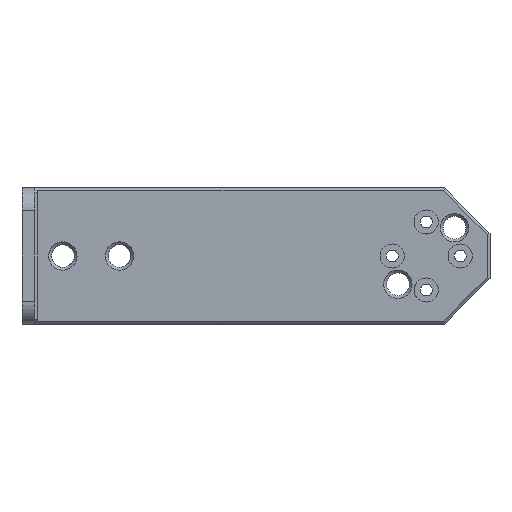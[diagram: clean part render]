
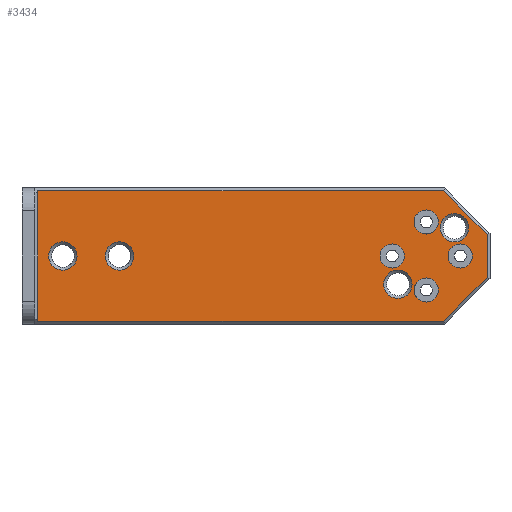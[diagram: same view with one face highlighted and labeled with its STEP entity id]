
A CAD part, left-side view. The second image highlights one B-rep face of the part: STEP entity #3434.
In plain terms, the highlighted planar face has unit normal (-1, 0, 0).
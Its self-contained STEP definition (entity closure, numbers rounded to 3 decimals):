
#132=FACE_BOUND('',#598,.T.);
#133=FACE_BOUND('',#599,.T.);
#134=FACE_BOUND('',#600,.T.);
#135=FACE_BOUND('',#601,.T.);
#136=FACE_BOUND('',#602,.T.);
#137=FACE_BOUND('',#603,.T.);
#138=FACE_BOUND('',#604,.T.);
#139=FACE_BOUND('',#605,.T.);
#214=CIRCLE('',#3666,2.5);
#215=CIRCLE('',#3667,2.5);
#216=CIRCLE('',#3668,2.125);
#217=CIRCLE('',#3669,2.125);
#218=CIRCLE('',#3670,2.125);
#219=CIRCLE('',#3671,2.125);
#220=CIRCLE('',#3672,2.5);
#221=CIRCLE('',#3673,2.5);
#390=FACE_OUTER_BOUND('',#597,.T.);
#597=EDGE_LOOP('',(#2403,#2404,#2405,#2406,#2407,#2408));
#598=EDGE_LOOP('',(#2409));
#599=EDGE_LOOP('',(#2410));
#600=EDGE_LOOP('',(#2411));
#601=EDGE_LOOP('',(#2412));
#602=EDGE_LOOP('',(#2413));
#603=EDGE_LOOP('',(#2414));
#604=EDGE_LOOP('',(#2415));
#605=EDGE_LOOP('',(#2416));
#897=LINE('',#5302,#1198);
#900=LINE('',#5308,#1201);
#901=LINE('',#5310,#1202);
#902=LINE('',#5312,#1203);
#903=LINE('',#5314,#1204);
#904=LINE('',#5315,#1205);
#1198=VECTOR('',#4119,10.);
#1201=VECTOR('',#4124,10.);
#1202=VECTOR('',#4125,10.);
#1203=VECTOR('',#4126,10.);
#1204=VECTOR('',#4127,10.);
#1205=VECTOR('',#4128,10.);
#1544=VERTEX_POINT('',#5299);
#1545=VERTEX_POINT('',#5301);
#1547=VERTEX_POINT('',#5307);
#1548=VERTEX_POINT('',#5309);
#1549=VERTEX_POINT('',#5311);
#1550=VERTEX_POINT('',#5313);
#1551=VERTEX_POINT('',#5316);
#1552=VERTEX_POINT('',#5318);
#1553=VERTEX_POINT('',#5320);
#1554=VERTEX_POINT('',#5322);
#1555=VERTEX_POINT('',#5324);
#1556=VERTEX_POINT('',#5326);
#1557=VERTEX_POINT('',#5328);
#1558=VERTEX_POINT('',#5330);
#1875=EDGE_CURVE('',#1544,#1545,#897,.T.);
#1878=EDGE_CURVE('',#1547,#1544,#900,.T.);
#1879=EDGE_CURVE('',#1548,#1547,#901,.T.);
#1880=EDGE_CURVE('',#1549,#1548,#902,.T.);
#1881=EDGE_CURVE('',#1550,#1549,#903,.T.);
#1882=EDGE_CURVE('',#1545,#1550,#904,.T.);
#1883=EDGE_CURVE('',#1551,#1551,#214,.T.);
#1884=EDGE_CURVE('',#1552,#1552,#215,.T.);
#1885=EDGE_CURVE('',#1553,#1553,#216,.T.);
#1886=EDGE_CURVE('',#1554,#1554,#217,.F.);
#1887=EDGE_CURVE('',#1555,#1555,#218,.T.);
#1888=EDGE_CURVE('',#1556,#1556,#219,.T.);
#1889=EDGE_CURVE('',#1557,#1557,#220,.T.);
#1890=EDGE_CURVE('',#1558,#1558,#221,.T.);
#2403=ORIENTED_EDGE('',*,*,#1875,.F.);
#2404=ORIENTED_EDGE('',*,*,#1878,.F.);
#2405=ORIENTED_EDGE('',*,*,#1879,.F.);
#2406=ORIENTED_EDGE('',*,*,#1880,.F.);
#2407=ORIENTED_EDGE('',*,*,#1881,.F.);
#2408=ORIENTED_EDGE('',*,*,#1882,.F.);
#2409=ORIENTED_EDGE('',*,*,#1883,.F.);
#2410=ORIENTED_EDGE('',*,*,#1884,.F.);
#2411=ORIENTED_EDGE('',*,*,#1885,.T.);
#2412=ORIENTED_EDGE('',*,*,#1886,.T.);
#2413=ORIENTED_EDGE('',*,*,#1887,.T.);
#2414=ORIENTED_EDGE('',*,*,#1888,.T.);
#2415=ORIENTED_EDGE('',*,*,#1889,.F.);
#2416=ORIENTED_EDGE('',*,*,#1890,.F.);
#3344=PLANE('',#3665);
#3434=ADVANCED_FACE('',(#390,#132,#133,#134,#135,#136,#137,#138,#139),#3344,
 .F.);
#3665=AXIS2_PLACEMENT_3D('',#5306,#4122,#4123);
#3666=AXIS2_PLACEMENT_3D('',#5317,#4129,#4130);
#3667=AXIS2_PLACEMENT_3D('',#5319,#4131,#4132);
#3668=AXIS2_PLACEMENT_3D('',#5321,#4133,#4134);
#3669=AXIS2_PLACEMENT_3D('',#5323,#4135,#4136);
#3670=AXIS2_PLACEMENT_3D('',#5325,#4137,#4138);
#3671=AXIS2_PLACEMENT_3D('',#5327,#4139,#4140);
#3672=AXIS2_PLACEMENT_3D('',#5329,#4141,#4142);
#3673=AXIS2_PLACEMENT_3D('',#5331,#4143,#4144);
#4119=DIRECTION('',(0.,0.,1.));
#4122=DIRECTION('center_axis',(1.,0.,0.));
#4123=DIRECTION('ref_axis',(0.,0.,-1.));
#4124=DIRECTION('',(0.,1.,0.));
#4125=DIRECTION('',(0.,0.707,-0.707));
#4126=DIRECTION('',(0.,0.,-1.));
#4127=DIRECTION('',(0.,-0.707,-0.707));
#4128=DIRECTION('',(0.,-1.,0.));
#4129=DIRECTION('center_axis',(-1.,0.,0.));
#4130=DIRECTION('ref_axis',(0.,0.,-1.));
#4131=DIRECTION('center_axis',(-1.,0.,0.));
#4132=DIRECTION('ref_axis',(0.,0.,-1.));
#4133=DIRECTION('center_axis',(1.,0.,0.));
#4134=DIRECTION('ref_axis',(0.,1.,0.));
#4135=DIRECTION('center_axis',(-1.,0.,0.));
#4136=DIRECTION('ref_axis',(0.,-1.,0.));
#4137=DIRECTION('center_axis',(1.,0.,0.));
#4138=DIRECTION('ref_axis',(0.,1.,0.));
#4139=DIRECTION('center_axis',(1.,0.,0.));
#4140=DIRECTION('ref_axis',(0.,1.,0.));
#4141=DIRECTION('center_axis',(-1.,0.,0.));
#4142=DIRECTION('ref_axis',(0.,0.,-1.));
#4143=DIRECTION('center_axis',(-1.,0.,0.));
#4144=DIRECTION('ref_axis',(0.,0.,-1.));
#5299=CARTESIAN_POINT('',(817.42,1137.622,169.532));
#5301=CARTESIAN_POINT('',(817.42,1137.622,192.532));
#5302=CARTESIAN_POINT('',(817.42,1137.622,181.547));
#5306=CARTESIAN_POINT('Origin',(817.42,1098.027,181.032));
#5307=CARTESIAN_POINT('',(817.42,1066.084,169.532));
#5308=CARTESIAN_POINT('',(817.42,1091.983,169.532));
#5309=CARTESIAN_POINT('',(817.42,1058.377,177.24));
#5310=CARTESIAN_POINT('',(817.42,1069.268,166.348));
#5311=CARTESIAN_POINT('',(817.42,1058.377,184.825));
#5312=CARTESIAN_POINT('',(817.42,1058.377,181.032));
#5313=CARTESIAN_POINT('',(817.42,1066.084,192.532));
#5314=CARTESIAN_POINT('',(817.42,1070.737,197.186));
#5315=CARTESIAN_POINT('',(817.42,1089.035,192.532));
#5316=CARTESIAN_POINT('',(817.42,1133.177,183.532));
#5317=CARTESIAN_POINT('Origin',(817.42,1133.177,181.032));
#5318=CARTESIAN_POINT('',(817.42,1064.142,188.518));
#5319=CARTESIAN_POINT('Origin',(817.42,1064.142,186.018));
#5320=CARTESIAN_POINT('',(817.42,1067.002,175.032));
#5321=CARTESIAN_POINT('Origin',(817.42,1069.127,175.032));
#5322=CARTESIAN_POINT('',(817.42,1077.252,181.032));
#5323=CARTESIAN_POINT('Origin',(817.42,1075.127,181.032));
#5324=CARTESIAN_POINT('',(817.42,1067.002,187.032));
#5325=CARTESIAN_POINT('Origin',(817.42,1069.127,187.032));
#5326=CARTESIAN_POINT('',(817.42,1061.002,181.032));
#5327=CARTESIAN_POINT('Origin',(817.42,1063.127,181.032));
#5328=CARTESIAN_POINT('',(817.42,1074.112,178.547));
#5329=CARTESIAN_POINT('Origin',(817.42,1074.112,176.047));
#5330=CARTESIAN_POINT('',(817.42,1123.177,183.532));
#5331=CARTESIAN_POINT('Origin',(817.42,1123.177,181.032));
